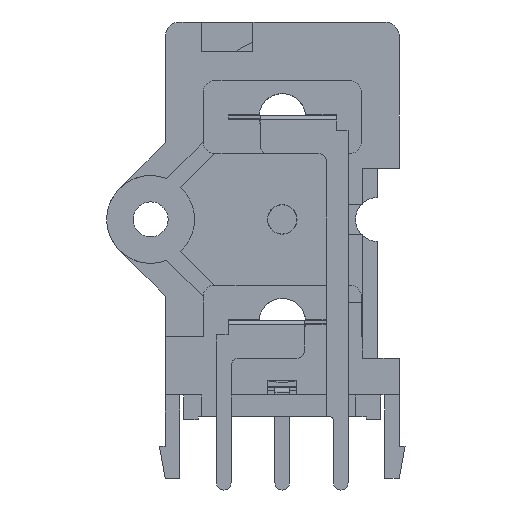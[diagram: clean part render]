
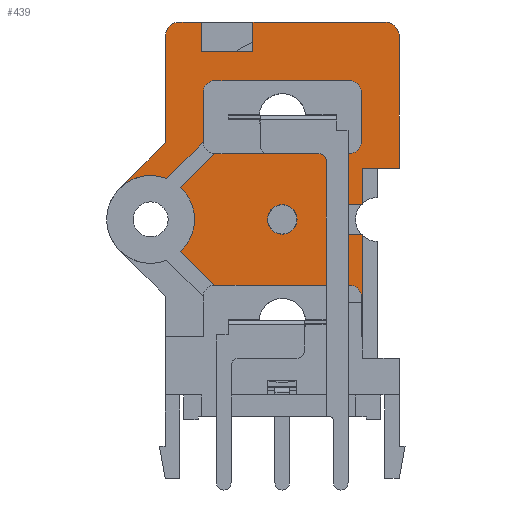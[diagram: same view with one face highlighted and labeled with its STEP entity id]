
A CAD part, front view. The second image highlights one B-rep face of the part: STEP entity #439.
In plain terms, the highlighted planar face has unit normal (0, -1, 0).
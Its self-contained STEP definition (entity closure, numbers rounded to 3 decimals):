
#439=ADVANCED_FACE('',(#2877,#2879),#2881,.F.);
#2877=FACE_BOUND('',#2878,.T.);
#2878=EDGE_LOOP('',(#4931,#4932,#4933,#4934,#4935,#4936,#4937,#4938,#4939,#4940,
#4941,#4942,#4943,#4944,#4945,#4946,#4947,#4948,#4949,#4950,#4951,#4952,#4953,#4954,
#4955,#4956,#4957,#4958,#4959,#4960,#4961,#4962));
#2879=FACE_BOUND('',#2880,.T.);
#2880=EDGE_LOOP('',(#4963));
#2881=PLANE('',#2882);
#2882=AXIS2_PLACEMENT_3D('',#2883,#2884,#2885);
#2883=CARTESIAN_POINT('',(0.,-3.,0.));
#2884=DIRECTION('',(0.,1.,0.));
#2885=DIRECTION('',(-1.,0.,0.));
#4931=ORIENTED_EDGE('',*,*,#6255,.F.);
#4932=ORIENTED_EDGE('',*,*,#6256,.F.);
#4933=ORIENTED_EDGE('',*,*,#6257,.F.);
#4934=ORIENTED_EDGE('',*,*,#6258,.F.);
#4935=ORIENTED_EDGE('',*,*,#6259,.F.);
#4936=ORIENTED_EDGE('',*,*,#6260,.F.);
#4937=ORIENTED_EDGE('',*,*,#6261,.F.);
#4938=ORIENTED_EDGE('',*,*,#6262,.F.);
#4939=ORIENTED_EDGE('',*,*,#6263,.F.);
#4940=ORIENTED_EDGE('',*,*,#6264,.F.);
#4941=ORIENTED_EDGE('',*,*,#6265,.F.);
#4942=ORIENTED_EDGE('',*,*,#6124,.F.);
#4943=ORIENTED_EDGE('',*,*,#6254,.F.);
#4944=ORIENTED_EDGE('',*,*,#6128,.F.);
#4945=ORIENTED_EDGE('',*,*,#6245,.T.);
#4946=ORIENTED_EDGE('',*,*,#6242,.F.);
#4947=ORIENTED_EDGE('',*,*,#6266,.F.);
#4948=ORIENTED_EDGE('',*,*,#6267,.F.);
#4949=ORIENTED_EDGE('',*,*,#6268,.F.);
#4950=ORIENTED_EDGE('',*,*,#6269,.F.);
#4951=ORIENTED_EDGE('',*,*,#6270,.F.);
#4952=ORIENTED_EDGE('',*,*,#6271,.F.);
#4953=ORIENTED_EDGE('',*,*,#6272,.F.);
#4954=ORIENTED_EDGE('',*,*,#6273,.F.);
#4955=ORIENTED_EDGE('',*,*,#6274,.F.);
#4956=ORIENTED_EDGE('',*,*,#6275,.F.);
#4957=ORIENTED_EDGE('',*,*,#6276,.F.);
#4958=ORIENTED_EDGE('',*,*,#6277,.F.);
#4959=ORIENTED_EDGE('',*,*,#6278,.F.);
#4960=ORIENTED_EDGE('',*,*,#6279,.F.);
#4961=ORIENTED_EDGE('',*,*,#6280,.F.);
#4962=ORIENTED_EDGE('',*,*,#6281,.F.);
#4963=ORIENTED_EDGE('',*,*,#6282,.T.);
#6124=EDGE_CURVE('',#6854,#6856,#6857,.F.);
#6128=EDGE_CURVE('',#6861,#6863,#6864,.F.);
#6242=EDGE_CURVE('',#7060,#7062,#7063,.T.);
#6245=EDGE_CURVE('',#6861,#7062,#7066,.F.);
#6254=EDGE_CURVE('',#6863,#6854,#7082,.T.);
#6255=EDGE_CURVE('',#7083,#7084,#7085,.F.);
#6256=EDGE_CURVE('',#7086,#7083,#7087,.F.);
#6257=EDGE_CURVE('',#7088,#7086,#7089,.T.);
#6258=EDGE_CURVE('',#7090,#7088,#7091,.F.);
#6259=EDGE_CURVE('',#7092,#7090,#7093,.T.);
#6260=EDGE_CURVE('',#7094,#7092,#7095,.F.);
#6261=EDGE_CURVE('',#7096,#7094,#7097,.T.);
#6262=EDGE_CURVE('',#7098,#7096,#7099,.F.);
#6263=EDGE_CURVE('',#7100,#7098,#7101,.F.);
#6264=EDGE_CURVE('',#7102,#7100,#7103,.T.);
#6265=EDGE_CURVE('',#6856,#7102,#7104,.F.);
#6266=EDGE_CURVE('',#7105,#7060,#7106,.T.);
#6267=EDGE_CURVE('',#7107,#7105,#7108,.T.);
#6268=EDGE_CURVE('',#7109,#7107,#7110,.T.);
#6269=EDGE_CURVE('',#7111,#7109,#7112,.T.);
#6270=EDGE_CURVE('',#7113,#7111,#7114,.T.);
#6271=EDGE_CURVE('',#7115,#7113,#7116,.T.);
#6272=EDGE_CURVE('',#7117,#7115,#7118,.T.);
#6273=EDGE_CURVE('',#7119,#7117,#7120,.T.);
#6274=EDGE_CURVE('',#7121,#7119,#7122,.T.);
#6275=EDGE_CURVE('',#7123,#7121,#7124,.T.);
#6276=EDGE_CURVE('',#7125,#7123,#7126,.T.);
#6277=EDGE_CURVE('',#7127,#7125,#7128,.T.);
#6278=EDGE_CURVE('',#7129,#7127,#7130,.T.);
#6279=EDGE_CURVE('',#7131,#7129,#7132,.T.);
#6280=EDGE_CURVE('',#7133,#7131,#7134,.T.);
#6281=EDGE_CURVE('',#7084,#7133,#7135,.T.);
#6282=EDGE_CURVE('',#7136,#7136,#7137,.T.);
#6854=VERTEX_POINT('',#8091);
#6856=VERTEX_POINT('',#8095);
#6857=LINE('',#8096,#8097);
#6861=VERTEX_POINT('',#8106);
#6863=VERTEX_POINT('',#8110);
#6864=LINE('',#8111,#8112);
#7060=VERTEX_POINT('',#8540);
#7062=VERTEX_POINT('',#8544);
#7063=LINE('',#8545,#8546);
#7066=LINE('',#8554,#8555);
#7082=CIRCLE('',#8592,0.8);
#7083=VERTEX_POINT('',#8596);
#7084=VERTEX_POINT('',#8597);
#7085=LINE('',#8598,#8599);
#7086=VERTEX_POINT('',#8601);
#7087=LINE('',#8602,#8603);
#7088=VERTEX_POINT('',#8605);
#7089=CIRCLE('',#8606,0.8);
#7090=VERTEX_POINT('',#8610);
#7091=LINE('',#8611,#8612);
#7092=VERTEX_POINT('',#8614);
#7093=CIRCLE('',#8615,0.8);
#7094=VERTEX_POINT('',#8619);
#7095=LINE('',#8620,#8621);
#7096=VERTEX_POINT('',#8623);
#7097=CIRCLE('',#8624,0.8);
#7098=VERTEX_POINT('',#8628);
#7099=LINE('',#8629,#8630);
#7100=VERTEX_POINT('',#8632);
#7101=LINE('',#8633,#8634);
#7102=VERTEX_POINT('',#8636);
#7103=CIRCLE('',#8637,3.);
#7104=LINE('',#8641,#8642);
#7105=VERTEX_POINT('',#8644);
#7106=LINE('',#8645,#8646);
#7107=VERTEX_POINT('',#8648);
#7108=LINE('',#8649,#8650);
#7109=VERTEX_POINT('',#8652);
#7110=LINE('',#8653,#8654);
#7111=VERTEX_POINT('',#8656);
#7112=LINE('',#8657,#8658);
#7113=VERTEX_POINT('',#8660);
#7114=LINE('',#8661,#8662);
#7115=VERTEX_POINT('',#8664);
#7116=LINE('',#8665,#8666);
#7117=VERTEX_POINT('',#8668);
#7118=CIRCLE('',#8669,1.);
#7119=VERTEX_POINT('',#8673);
#7120=LINE('',#8674,#8675);
#7121=VERTEX_POINT('',#8677);
#7122=LINE('',#8678,#8679);
#7123=VERTEX_POINT('',#8681);
#7124=LINE('',#8682,#8683);
#7125=VERTEX_POINT('',#8685);
#7126=LINE('',#8686,#8687);
#7127=VERTEX_POINT('',#8689);
#7128=LINE('',#8690,#8691);
#7129=VERTEX_POINT('',#8693);
#7130=CIRCLE('',#8694,1.);
#7131=VERTEX_POINT('',#8698);
#7132=LINE('',#8699,#8700);
#7133=VERTEX_POINT('',#8702);
#7134=LINE('',#8703,#8704);
#7135=CIRCLE('',#8706,3.);
#7136=VERTEX_POINT('',#8710);
#7137=CIRCLE('',#8711,1.01);
#8091=CARTESIAN_POINT('',(4.6,-3.,9.2));
#8095=CARTESIAN_POINT('',(-4.6,-3.,9.2));
#8096=CARTESIAN_POINT('',(-4.6,-3.,9.2));
#8097=VECTOR('',#8098,1.);
#8098=DIRECTION('',(1.,0.,0.));
#8106=CARTESIAN_POINT('',(5.4,-3.,5.7));
#8110=CARTESIAN_POINT('',(5.4,-3.,8.4));
#8111=CARTESIAN_POINT('',(5.4,-3.,8.4));
#8112=VECTOR('',#8113,1.);
#8113=DIRECTION('',(0.,0.,-1.));
#8540=CARTESIAN_POINT('',(5.5,-3.,12.7));
#8544=CARTESIAN_POINT('',(5.5,-3.,5.7));
#8545=CARTESIAN_POINT('',(5.5,-3.,12.7));
#8546=VECTOR('',#8547,1.);
#8547=DIRECTION('',(0.,0.,-1.));
#8554=CARTESIAN_POINT('',(5.5,-3.,5.7));
#8555=VECTOR('',#8556,1.);
#8556=DIRECTION('',(-1.,0.,0.));
#8592=AXIS2_PLACEMENT_3D('',#8593,#8594,#8595);
#8593=CARTESIAN_POINT('',(4.6,-3.,8.4));
#8594=DIRECTION('',(-0.,-1.,0.));
#8595=DIRECTION('',(1.,0.,0.));
#8596=CARTESIAN_POINT('',(-5.4,-3.,19.));
#8597=CARTESIAN_POINT('',(-7.906,-3.,16.494));
#8598=CARTESIAN_POINT('',(-7.906,-3.,16.494));
#8599=VECTOR('',#8600,1.);
#8600=DIRECTION('',(0.707,0.,0.707));
#8601=CARTESIAN_POINT('',(-5.4,-3.,22.4));
#8602=CARTESIAN_POINT('',(-5.4,-3.,19.));
#8603=VECTOR('',#8604,1.);
#8604=DIRECTION('',(0.,0.,1.));
#8605=CARTESIAN_POINT('',(-4.6,-3.,23.2));
#8606=AXIS2_PLACEMENT_3D('',#8607,#8608,#8609);
#8607=CARTESIAN_POINT('',(-4.6,-3.,22.4));
#8608=DIRECTION('',(0.,-1.,0.));
#8609=DIRECTION('',(0.,0.,1.));
#8610=CARTESIAN_POINT('',(4.6,-3.,23.2));
#8611=CARTESIAN_POINT('',(-4.6,-3.,23.2));
#8612=VECTOR('',#8613,1.);
#8613=DIRECTION('',(1.,0.,0.));
#8614=CARTESIAN_POINT('',(5.4,-3.,22.4));
#8615=AXIS2_PLACEMENT_3D('',#8616,#8617,#8618);
#8616=CARTESIAN_POINT('',(4.6,-3.,22.4));
#8617=DIRECTION('',(-0.,-1.,0.));
#8618=DIRECTION('',(1.,0.,0.));
#8619=CARTESIAN_POINT('',(5.4,-3.,19.));
#8620=CARTESIAN_POINT('',(5.4,-3.,22.4));
#8621=VECTOR('',#8622,1.);
#8622=DIRECTION('',(0.,0.,-1.));
#8623=CARTESIAN_POINT('',(4.6,-3.,18.2));
#8624=AXIS2_PLACEMENT_3D('',#8625,#8626,#8627);
#8625=CARTESIAN_POINT('',(4.6,-3.,19.));
#8626=DIRECTION('',(0.,-1.,-0.));
#8627=DIRECTION('',(0.,0.,-1.));
#8628=CARTESIAN_POINT('',(-4.6,-3.,18.2));
#8629=CARTESIAN_POINT('',(4.6,-3.,18.2));
#8630=VECTOR('',#8631,1.);
#8631=DIRECTION('',(-1.,0.,0.));
#8632=CARTESIAN_POINT('',(-6.929,-3.,15.871));
#8633=CARTESIAN_POINT('',(-4.6,-3.,18.2));
#8634=VECTOR('',#8635,1.);
#8635=DIRECTION('',(-0.707,0.,-0.707));
#8636=CARTESIAN_POINT('',(-6.929,-3.,11.529));
#8637=AXIS2_PLACEMENT_3D('',#8638,#8639,#8640);
#8638=CARTESIAN_POINT('',(-9.,-3.,13.7));
#8639=DIRECTION('',(0.,-1.,0.));
#8640=DIRECTION('',(0.69,0.,-0.724));
#8641=CARTESIAN_POINT('',(-6.929,-3.,11.529));
#8642=VECTOR('',#8643,1.);
#8643=DIRECTION('',(0.707,0.,-0.707));
#8644=CARTESIAN_POINT('',(3.5,-3.,12.7));
#8645=CARTESIAN_POINT('',(3.5,-3.,12.7));
#8646=VECTOR('',#8647,1.);
#8647=DIRECTION('',(1.,0.,0.));
#8648=CARTESIAN_POINT('',(3.5,-3.,14.7));
#8649=CARTESIAN_POINT('',(3.5,-3.,14.7));
#8650=VECTOR('',#8651,1.);
#8651=DIRECTION('',(0.,0.,-1.));
#8652=CARTESIAN_POINT('',(5.5,-3.,14.7));
#8653=CARTESIAN_POINT('',(5.5,-3.,14.7));
#8654=VECTOR('',#8655,1.);
#8655=DIRECTION('',(-1.,0.,0.));
#8656=CARTESIAN_POINT('',(5.5,-3.,17.2));
#8657=CARTESIAN_POINT('',(5.5,-3.,17.2));
#8658=VECTOR('',#8659,1.);
#8659=DIRECTION('',(0.,0.,-1.));
#8660=CARTESIAN_POINT('',(8.,-3.,17.2));
#8661=CARTESIAN_POINT('',(8.,-3.,17.2));
#8662=VECTOR('',#8663,1.);
#8663=DIRECTION('',(-1.,0.,0.));
#8664=CARTESIAN_POINT('',(8.,-3.,26.2));
#8665=CARTESIAN_POINT('',(8.,-3.,26.2));
#8666=VECTOR('',#8667,1.);
#8667=DIRECTION('',(0.,0.,-1.));
#8668=CARTESIAN_POINT('',(7.,-3.,27.2));
#8669=AXIS2_PLACEMENT_3D('',#8670,#8671,#8672);
#8670=CARTESIAN_POINT('',(7.,-3.,26.2));
#8671=DIRECTION('',(0.,1.,0.));
#8672=DIRECTION('',(0.,0.,1.));
#8673=CARTESIAN_POINT('',(-2.,-3.,27.2));
#8674=CARTESIAN_POINT('',(-2.,-3.,27.2));
#8675=VECTOR('',#8676,1.);
#8676=DIRECTION('',(1.,0.,0.));
#8677=CARTESIAN_POINT('',(-2.,-3.,25.2));
#8678=CARTESIAN_POINT('',(-2.,-3.,25.2));
#8679=VECTOR('',#8680,1.);
#8680=DIRECTION('',(0.,0.,1.));
#8681=CARTESIAN_POINT('',(-5.5,-3.,25.2));
#8682=CARTESIAN_POINT('',(-5.5,-3.,25.2));
#8683=VECTOR('',#8684,1.);
#8684=DIRECTION('',(1.,0.,0.));
#8685=CARTESIAN_POINT('',(-5.5,-3.,27.2));
#8686=CARTESIAN_POINT('',(-5.5,-3.,27.2));
#8687=VECTOR('',#8688,1.);
#8688=DIRECTION('',(0.,0.,-1.));
#8689=CARTESIAN_POINT('',(-7.,-3.,27.2));
#8690=CARTESIAN_POINT('',(-7.,-3.,27.2));
#8691=VECTOR('',#8692,1.);
#8692=DIRECTION('',(1.,0.,0.));
#8693=CARTESIAN_POINT('',(-8.,-3.,26.2));
#8694=AXIS2_PLACEMENT_3D('',#8695,#8696,#8697);
#8695=CARTESIAN_POINT('',(-7.,-3.,26.2));
#8696=DIRECTION('',(0.,1.,0.));
#8697=DIRECTION('',(-1.,0.,0.));
#8698=CARTESIAN_POINT('',(-8.,-3.,18.943));
#8699=CARTESIAN_POINT('',(-8.,-3.,18.943));
#8700=VECTOR('',#8701,1.);
#8701=DIRECTION('',(0.,0.,1.));
#8702=CARTESIAN_POINT('',(-11.121,-3.,15.821));
#8703=CARTESIAN_POINT('',(-11.121,-3.,15.821));
#8704=VECTOR('',#8705,1.);
#8705=DIRECTION('',(0.707,0.,0.707));
#8706=AXIS2_PLACEMENT_3D('',#8707,#8708,#8709);
#8707=CARTESIAN_POINT('',(-9.,-3.,13.7));
#8708=DIRECTION('',(0.,-1.,0.));
#8709=DIRECTION('',(0.365,0.,0.931));
#8710=CARTESIAN_POINT('',(-1.01,-3.,13.7));
#8711=AXIS2_PLACEMENT_3D('',#8712,#8713,#8714);
#8712=CARTESIAN_POINT('',(0.,-3.,13.7));
#8713=DIRECTION('',(0.,1.,0.));
#8714=DIRECTION('',(-1.,0.,0.));
